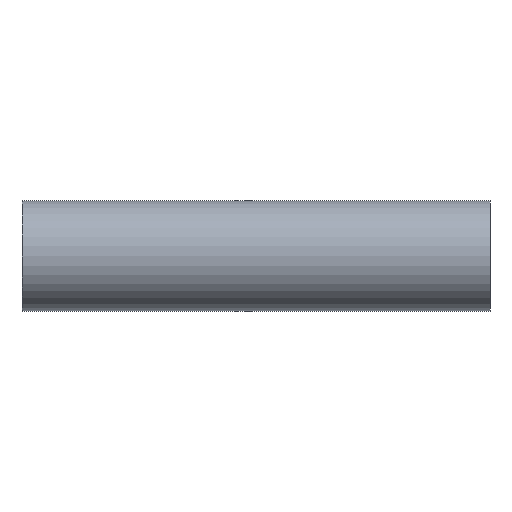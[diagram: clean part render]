
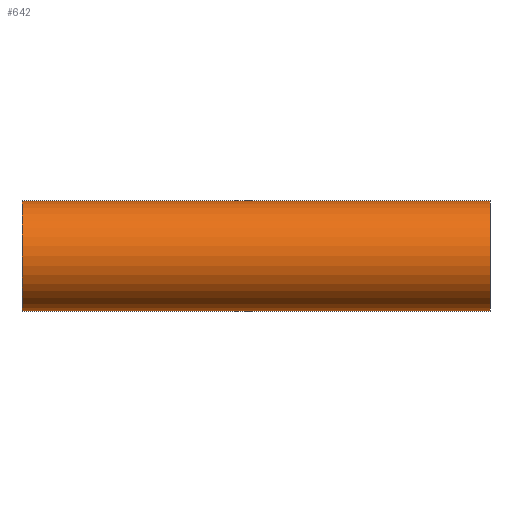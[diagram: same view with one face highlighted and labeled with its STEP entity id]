
A CAD part, front view. The second image highlights one B-rep face of the part: STEP entity #642.
In plain terms, the highlighted cylindrical face has radius 12.7 mm (diameter 25.4 mm), a partial arc.
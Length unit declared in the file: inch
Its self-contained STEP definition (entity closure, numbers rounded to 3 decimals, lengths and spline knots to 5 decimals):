
#13 = AXIS2_PLACEMENT_3D ( 'NONE', #719, #1661, #726 ) ;
#75 = EDGE_CURVE ( 'NONE', #695, #819, #1173, .T. ) ;
#110 = EDGE_CURVE ( 'NONE', #695, #1572, #356, .T. ) ;
#176 = CARTESIAN_POINT ( 'NONE',  ( 2.12598, 0., -0.5 ) ) ;
#188 = DIRECTION ( 'NONE',  ( -1., 0., 0. ) ) ;
#282 = VERTEX_POINT ( 'NONE', #383 ) ;
#325 = VECTOR ( 'NONE', #1883, 39.37008 ) ;
#356 = CIRCLE ( 'NONE', #806, 0.5 ) ;
#383 = CARTESIAN_POINT ( 'NONE',  ( -2.12598, 0., -0.5 ) ) ;
#418 = ORIENTED_EDGE ( 'NONE', *, *, #1811, .T. ) ;
#468 = ORIENTED_EDGE ( 'NONE', *, *, #110, .F. ) ;
#631 = DIRECTION ( 'NONE',  ( -1., 0., 0. ) ) ;
#636 = VECTOR ( 'NONE', #188, 39.37008 ) ;
#642 = ADVANCED_FACE ( 'NONE', ( #1388 ), #1708, .T. ) ;
#646 = CARTESIAN_POINT ( 'NONE',  ( 2.12598, 0., 0.5 ) ) ;
#695 = VERTEX_POINT ( 'NONE', #646 ) ;
#719 = CARTESIAN_POINT ( 'NONE',  ( -2.12598, 0., 0. ) ) ;
#726 = DIRECTION ( 'NONE',  ( 0., 0., -1. ) ) ;
#738 = EDGE_CURVE ( 'NONE', #1572, #282, #1728, .T. ) ;
#776 = DIRECTION ( 'NONE',  ( 0., 0., -1. ) ) ;
#781 = DIRECTION ( 'NONE',  ( 1., 0., 0. ) ) ;
#806 = AXIS2_PLACEMENT_3D ( 'NONE', #1105, #781, #776 ) ;
#819 = VERTEX_POINT ( 'NONE', #1325 ) ;
#873 = ORIENTED_EDGE ( 'NONE', *, *, #738, .F. ) ;
#959 = CARTESIAN_POINT ( 'NONE',  ( 2.12598, 0., 0. ) ) ;
#986 = AXIS2_PLACEMENT_3D ( 'NONE', #959, #631, #1278 ) ;
#1105 = CARTESIAN_POINT ( 'NONE',  ( 2.12598, 0., 0. ) ) ;
#1173 = LINE ( 'NONE', #1574, #325 ) ;
#1278 = DIRECTION ( 'NONE',  ( 0., 0., 1. ) ) ;
#1325 = CARTESIAN_POINT ( 'NONE',  ( -2.12598, 0., 0.5 ) ) ;
#1349 = CIRCLE ( 'NONE', #13, 0.5 ) ;
#1388 = FACE_OUTER_BOUND ( 'NONE', #1485, .T. ) ;
#1443 = CARTESIAN_POINT ( 'NONE',  ( 2.12598, 0., -0.5 ) ) ;
#1485 = EDGE_LOOP ( 'NONE', ( #873, #468, #1836, #418 ) ) ;
#1572 = VERTEX_POINT ( 'NONE', #1443 ) ;
#1574 = CARTESIAN_POINT ( 'NONE',  ( 2.12598, 0., 0.5 ) ) ;
#1661 = DIRECTION ( 'NONE',  ( 1., 0., 0. ) ) ;
#1708 = CYLINDRICAL_SURFACE ( 'NONE', #986, 0.5 ) ;
#1728 = LINE ( 'NONE', #176, #636 ) ;
#1811 = EDGE_CURVE ( 'NONE', #819, #282, #1349, .T. ) ;
#1836 = ORIENTED_EDGE ( 'NONE', *, *, #75, .T. ) ;
#1883 = DIRECTION ( 'NONE',  ( -1., 0., 0. ) ) ;
